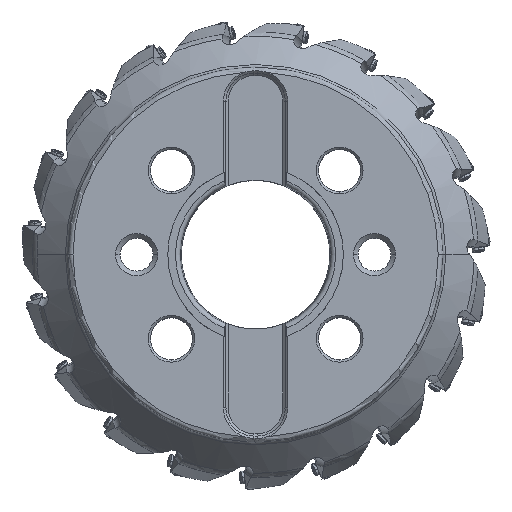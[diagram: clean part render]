
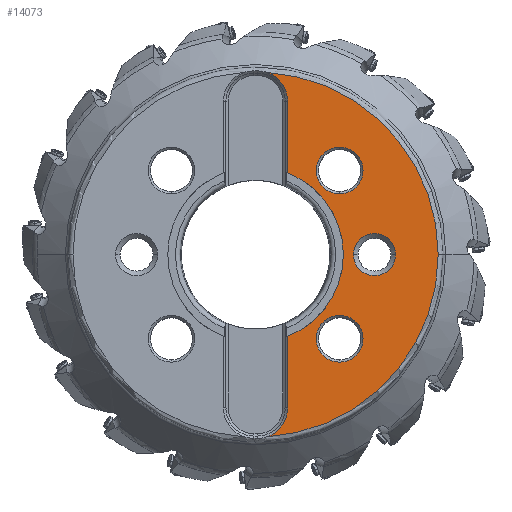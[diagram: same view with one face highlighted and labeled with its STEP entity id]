
A CAD part, top view. The second image highlights one B-rep face of the part: STEP entity #14073.
In plain terms, the highlighted planar face has unit normal (0, 0, 1).
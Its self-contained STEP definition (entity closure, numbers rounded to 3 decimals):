
#5021=LINE('',#85775,#8421);
#5022=LINE('',#85780,#8422);
#8421=VECTOR('',#62270,1.);
#8422=VECTOR('',#62275,1.);
#14073=ADVANCED_FACE('',(#17697,#17698,#17699,#17700),#16762,.T.);
#16762=PLANE('',#54962);
#17697=FACE_BOUND('',#18414,.T.);
#17698=FACE_BOUND('',#18415,.T.);
#17699=FACE_BOUND('',#18416,.T.);
#17700=FACE_BOUND('',#18417,.T.);
#18414=EDGE_LOOP('',(#23952,#23953,#23954,#23955,#23956,#23957,#23958,#23959));
#18415=EDGE_LOOP('',(#23960,#23961));
#18416=EDGE_LOOP('',(#23962,#23963));
#18417=EDGE_LOOP('',(#23964,#23965,#23966,#23967));
#23952=ORIENTED_EDGE('',*,*,#44072,.F.);
#23953=ORIENTED_EDGE('',*,*,#44073,.F.);
#23954=ORIENTED_EDGE('',*,*,#44074,.F.);
#23955=ORIENTED_EDGE('',*,*,#44075,.F.);
#23956=ORIENTED_EDGE('',*,*,#44076,.F.);
#23957=ORIENTED_EDGE('',*,*,#44061,.F.);
#23958=ORIENTED_EDGE('',*,*,#44071,.F.);
#23959=ORIENTED_EDGE('',*,*,#44077,.F.);
#23960=ORIENTED_EDGE('',*,*,#44078,.F.);
#23961=ORIENTED_EDGE('',*,*,#44079,.F.);
#23962=ORIENTED_EDGE('',*,*,#44080,.F.);
#23963=ORIENTED_EDGE('',*,*,#44081,.F.);
#23964=ORIENTED_EDGE('',*,*,#44082,.F.);
#23965=ORIENTED_EDGE('',*,*,#44083,.F.);
#23966=ORIENTED_EDGE('',*,*,#44084,.F.);
#23967=ORIENTED_EDGE('',*,*,#44085,.F.);
#38409=VERTEX_POINT('',#85710);
#38410=VERTEX_POINT('',#85711);
#38417=VERTEX_POINT('',#85767);
#38418=VERTEX_POINT('',#85771);
#38419=VERTEX_POINT('',#85772);
#38420=VERTEX_POINT('',#85774);
#38421=VERTEX_POINT('',#85776);
#38422=VERTEX_POINT('',#85778);
#38423=VERTEX_POINT('',#85782);
#38424=VERTEX_POINT('',#85783);
#38425=VERTEX_POINT('',#85786);
#38426=VERTEX_POINT('',#85787);
#38427=VERTEX_POINT('',#85790);
#38428=VERTEX_POINT('',#85791);
#38429=VERTEX_POINT('',#85793);
#38430=VERTEX_POINT('',#85795);
#44061=EDGE_CURVE('',#38409,#38410,#50234,.T.);
#44071=EDGE_CURVE('',#38417,#38409,#50239,.T.);
#44072=EDGE_CURVE('',#38418,#38419,#50240,.T.);
#44073=EDGE_CURVE('',#38420,#38418,#50241,.T.);
#44074=EDGE_CURVE('',#38421,#38420,#5021,.T.);
#44075=EDGE_CURVE('',#38422,#38421,#50242,.T.);
#44076=EDGE_CURVE('',#38410,#38422,#50243,.T.);
#44077=EDGE_CURVE('',#38419,#38417,#5022,.T.);
#44078=EDGE_CURVE('',#38423,#38424,#50244,.T.);
#44079=EDGE_CURVE('',#38424,#38423,#50245,.T.);
#44080=EDGE_CURVE('',#38425,#38426,#50246,.T.);
#44081=EDGE_CURVE('',#38426,#38425,#50247,.T.);
#44082=EDGE_CURVE('',#38427,#38428,#50248,.T.);
#44083=EDGE_CURVE('',#38429,#38427,#50249,.T.);
#44084=EDGE_CURVE('',#38430,#38429,#50250,.T.);
#44085=EDGE_CURVE('',#38428,#38430,#50251,.T.);
#50234=CIRCLE('',#54942,78.);
#50239=CIRCLE('',#54948,13.);
#50240=CIRCLE('',#54950,37.5);
#50241=CIRCLE('',#54951,37.5);
#50242=CIRCLE('',#54952,13.);
#50243=CIRCLE('',#54953,78.);
#50244=CIRCLE('',#54954,10.);
#50245=CIRCLE('',#54955,10.);
#50246=CIRCLE('',#54956,10.);
#50247=CIRCLE('',#54957,10.);
#50248=CIRCLE('',#54958,9.);
#50249=CIRCLE('',#54959,9.);
#50250=CIRCLE('',#54960,9.);
#50251=CIRCLE('',#54961,9.);
#54942=AXIS2_PLACEMENT_3D('',#85709,#62248,#62249);
#54948=AXIS2_PLACEMENT_3D('',#85768,#62262,#62263);
#54950=AXIS2_PLACEMENT_3D('',#85770,#62266,#62267);
#54951=AXIS2_PLACEMENT_3D('',#85773,#62268,#62269);
#54952=AXIS2_PLACEMENT_3D('',#85777,#62271,#62272);
#54953=AXIS2_PLACEMENT_3D('',#85779,#62273,#62274);
#54954=AXIS2_PLACEMENT_3D('',#85781,#62276,#62277);
#54955=AXIS2_PLACEMENT_3D('',#85784,#62278,#62279);
#54956=AXIS2_PLACEMENT_3D('',#85785,#62280,#62281);
#54957=AXIS2_PLACEMENT_3D('',#85788,#62282,#62283);
#54958=AXIS2_PLACEMENT_3D('',#85789,#62284,#62285);
#54959=AXIS2_PLACEMENT_3D('',#85792,#62286,#62287);
#54960=AXIS2_PLACEMENT_3D('',#85794,#62288,#62289);
#54961=AXIS2_PLACEMENT_3D('',#85796,#62290,#62291);
#54962=AXIS2_PLACEMENT_3D('',#85797,#62292,#62293);
#62248=DIRECTION('',(0.,0.,-1.));
#62249=DIRECTION('',(0.061,0.998,0.));
#62262=DIRECTION('',(0.,0.,1.));
#62263=DIRECTION('',(1.,0.,0.));
#62266=DIRECTION('',(0.,0.,1.));
#62267=DIRECTION('',(1.,0.,0.));
#62268=DIRECTION('',(0.,0.,1.));
#62269=DIRECTION('',(0.365,-0.931,0.));
#62270=DIRECTION('',(0.,1.,0.));
#62271=DIRECTION('',(0.,0.,1.));
#62272=DIRECTION('',(0.311,-0.95,0.));
#62273=DIRECTION('',(0.,0.,-1.));
#62274=DIRECTION('',(1.,0.,0.));
#62275=DIRECTION('',(0.,1.,0.));
#62276=DIRECTION('',(0.,0.,1.));
#62277=DIRECTION('',(0.,-1.,0.));
#62278=DIRECTION('',(0.,0.,1.));
#62279=DIRECTION('',(0.,1.,0.));
#62280=DIRECTION('',(0.,0.,1.));
#62281=DIRECTION('',(0.,-1.,0.));
#62282=DIRECTION('',(0.,0.,1.));
#62283=DIRECTION('',(0.,1.,0.));
#62284=DIRECTION('',(0.,0.,1.));
#62285=DIRECTION('',(0.,-1.,0.));
#62286=DIRECTION('',(0.,0.,1.));
#62287=DIRECTION('',(-1.,0.,0.));
#62288=DIRECTION('',(0.,0.,1.));
#62289=DIRECTION('',(0.,1.,0.));
#62290=DIRECTION('',(0.,0.,1.));
#62291=DIRECTION('',(1.,0.,0.));
#62292=DIRECTION('',(0.,0.,1.));
#62293=DIRECTION('',(1.,0.,0.));
#85709=CARTESIAN_POINT('',(0.,0.,0.));
#85710=CARTESIAN_POINT('',(4.742,77.856,0.));
#85711=CARTESIAN_POINT('',(78.,0.,0.));
#85767=CARTESIAN_POINT('',(13.7,65.5,0.));
#85768=CARTESIAN_POINT('',(0.7,65.5,0.));
#85770=CARTESIAN_POINT('',(0.,0.,0.));
#85771=CARTESIAN_POINT('',(37.5,0.,0.));
#85772=CARTESIAN_POINT('',(13.7,34.908,0.));
#85773=CARTESIAN_POINT('',(0.,0.,0.));
#85774=CARTESIAN_POINT('',(13.7,-34.908,0.));
#85775=CARTESIAN_POINT('',(13.7,-65.5,0.));
#85776=CARTESIAN_POINT('',(13.7,-65.5,0.));
#85777=CARTESIAN_POINT('',(0.7,-65.5,0.));
#85778=CARTESIAN_POINT('',(4.742,-77.856,0.));
#85779=CARTESIAN_POINT('',(0.,0.,0.));
#85780=CARTESIAN_POINT('',(13.7,34.908,0.));
#85781=CARTESIAN_POINT('',(35.921,35.921,0.));
#85782=CARTESIAN_POINT('',(35.921,25.921,0.));
#85783=CARTESIAN_POINT('',(35.921,45.921,0.));
#85784=CARTESIAN_POINT('',(35.921,35.921,0.));
#85785=CARTESIAN_POINT('',(35.921,-35.921,0.));
#85786=CARTESIAN_POINT('',(35.921,-45.921,0.));
#85787=CARTESIAN_POINT('',(35.921,-25.921,0.));
#85788=CARTESIAN_POINT('',(35.921,-35.921,0.));
#85789=CARTESIAN_POINT('',(50.8,0.,0.));
#85790=CARTESIAN_POINT('',(50.8,-9.,0.));
#85791=CARTESIAN_POINT('',(59.8,0.,0.));
#85792=CARTESIAN_POINT('',(50.8,0.,0.));
#85793=CARTESIAN_POINT('',(41.8,0.,0.));
#85794=CARTESIAN_POINT('',(50.8,0.,0.));
#85795=CARTESIAN_POINT('',(50.8,9.,0.));
#85796=CARTESIAN_POINT('',(50.8,0.,0.));
#85797=CARTESIAN_POINT('',(41.371,0.,0.));
